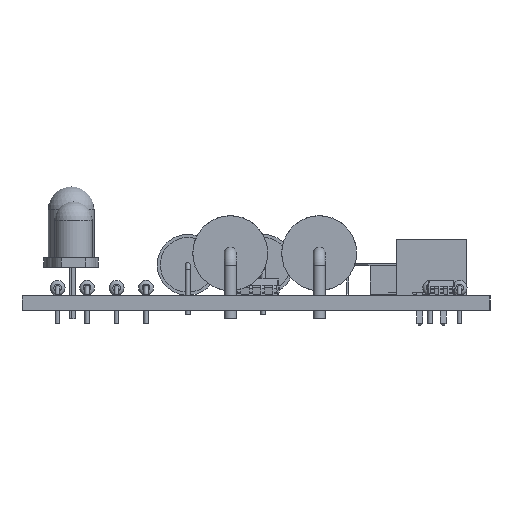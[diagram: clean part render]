
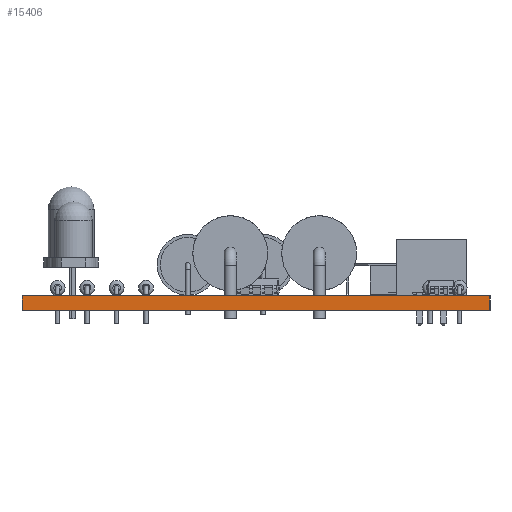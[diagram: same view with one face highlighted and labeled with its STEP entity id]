
A CAD part, left-side view. The second image highlights one B-rep face of the part: STEP entity #15406.
In plain terms, the highlighted planar face has unit normal (-1, 0, 0).
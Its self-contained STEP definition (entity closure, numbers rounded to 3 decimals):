
#15350 = VERTEX_POINT('',#15351);
#15351 = CARTESIAN_POINT('',(124.5,-137.5,1.6));
#15357 = EDGE_CURVE('',#15358,#15350,#15360,.T.);
#15358 = VERTEX_POINT('',#15359);
#15359 = CARTESIAN_POINT('',(124.5,-137.5,0.));
#15360 = LINE('',#15361,#15362);
#15361 = CARTESIAN_POINT('',(124.5,-137.5,0.));
#15362 = VECTOR('',#15363,1.);
#15363 = DIRECTION('',(0.,0.,1.));
#15406 = ADVANCED_FACE('',(#15407),#15432,.T.);
#15407 = FACE_BOUND('',#15408,.T.);
#15408 = EDGE_LOOP('',(#15409,#15410,#15418,#15426));
#15409 = ORIENTED_EDGE('',*,*,#15357,.T.);
#15410 = ORIENTED_EDGE('',*,*,#15411,.T.);
#15411 = EDGE_CURVE('',#15350,#15412,#15414,.T.);
#15412 = VERTEX_POINT('',#15413);
#15413 = CARTESIAN_POINT('',(124.5,-87.5,1.6));
#15414 = LINE('',#15415,#15416);
#15415 = CARTESIAN_POINT('',(124.5,-137.5,1.6));
#15416 = VECTOR('',#15417,1.);
#15417 = DIRECTION('',(0.,1.,0.));
#15418 = ORIENTED_EDGE('',*,*,#15419,.F.);
#15419 = EDGE_CURVE('',#15420,#15412,#15422,.T.);
#15420 = VERTEX_POINT('',#15421);
#15421 = CARTESIAN_POINT('',(124.5,-87.5,0.));
#15422 = LINE('',#15423,#15424);
#15423 = CARTESIAN_POINT('',(124.5,-87.5,0.));
#15424 = VECTOR('',#15425,1.);
#15425 = DIRECTION('',(0.,0.,1.));
#15426 = ORIENTED_EDGE('',*,*,#15427,.F.);
#15427 = EDGE_CURVE('',#15358,#15420,#15428,.T.);
#15428 = LINE('',#15429,#15430);
#15429 = CARTESIAN_POINT('',(124.5,-137.5,0.));
#15430 = VECTOR('',#15431,1.);
#15431 = DIRECTION('',(0.,1.,0.));
#15432 = PLANE('',#15433);
#15433 = AXIS2_PLACEMENT_3D('',#15434,#15435,#15436);
#15434 = CARTESIAN_POINT('',(124.5,-137.5,0.));
#15435 = DIRECTION('',(-1.,0.,0.));
#15436 = DIRECTION('',(0.,1.,0.));
